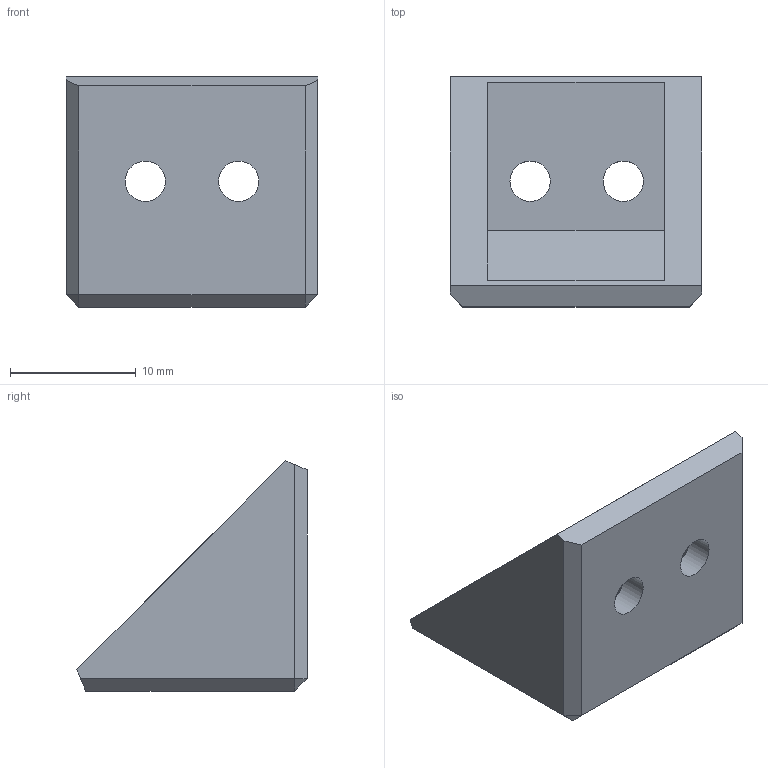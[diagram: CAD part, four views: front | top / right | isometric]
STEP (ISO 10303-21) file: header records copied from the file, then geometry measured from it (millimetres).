
FILE_DESCRIPTION(('HOOPS Exchange Step'),'2;1');
FILE_NAME('M3 Right Angle 2020 Bracket.stp','2026-02-27T14:30:53-05:00',('RED'),('Unknown organisation'),'HOOPS Exchange 2025.8','HOOPS Exchange','Unknown authorisation');
FILE_SCHEMA( ('AP203_CONFIGURATION_CONTROLLED_3D_DESIGN_OF_MECHANICAL_PARTS_AND_ASSEMBLIES_MIM_LF') );
Length unit declared in the file: millimetre
Products named in the file (1): root
Bounding box: 20 x 18.29 x 18.29 mm (x, y, z)
Volume: 2179.2 mm3; surface area: 1932.4 mm2
Topology: 1 solids, 1 shells, 23 faces, 57 edges, 37 vertices
Faces by surface type: plane 19, cylinder 4
Full cylindrical faces by diameter (mm): 3.2 x4
Entity records: 710 total; most frequent: CARTESIAN_POINT 118, DIRECTION 115, ORIENTED_EDGE 114, EDGE_CURVE 57, VECTOR 47, LINE 47, VERTEX_POINT 37, AXIS2_PLACEMENT_3D 34
